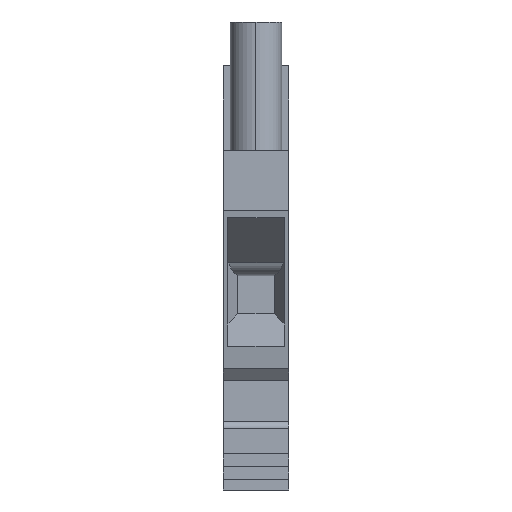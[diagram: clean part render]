
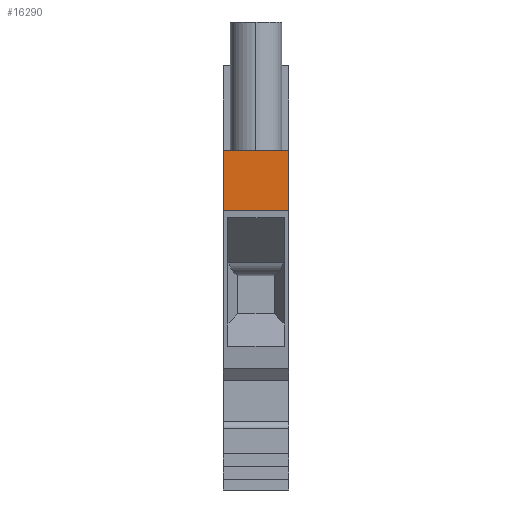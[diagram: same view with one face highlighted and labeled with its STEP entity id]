
A CAD part, front view. The second image highlights one B-rep face of the part: STEP entity #16290.
In plain terms, the highlighted face is planar.
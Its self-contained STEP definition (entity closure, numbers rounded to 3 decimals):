
#5270=CARTESIAN_POINT('',(110.543,201.713,
-8.15));
#5280=VERTEX_POINT('',#5270);
#5310=CARTESIAN_POINT('',(110.543,194.813,
-8.15));
#5320=DIRECTION('',(0.,-1.,0.));
#5330=VECTOR('',#5320,1.);
#5340=LINE('',#5310,#5330);
#5350=CARTESIAN_POINT('',(110.543,194.263,
-8.15));
#5360=VERTEX_POINT('',#5350);
#5370=EDGE_CURVE('',#5280,#5360,#5340,.T.);
#10670=CARTESIAN_POINT('',(110.543,194.263,
-8.15));
#10680=DIRECTION('',(0.,0.,-1.));
#10690=VECTOR('',#10680,1.);
#10700=LINE('',#10670,#10690);
#10710=CARTESIAN_POINT('',(110.543,194.263,
0.));
#10720=VERTEX_POINT('',#10710);
#10730=EDGE_CURVE('',#10720,#5360,#10700,.T.);
#16060=CARTESIAN_POINT('',(110.543,201.213,
-8.15));
#16070=DIRECTION('',(1.,0.,0.));
#16080=DIRECTION('',(0.,1.,0.));
#16090=AXIS2_PLACEMENT_3D('',#16060,#16070,#16080);
#16100=PLANE('',#16090);
#16110=ORIENTED_EDGE('',*,*,#5370,.T.);
#16120=CARTESIAN_POINT('',(110.543,201.713,
-8.15));
#16130=DIRECTION('',(0.,0.,-1.));
#16140=VECTOR('',#16130,1.);
#16150=LINE('',#16120,#16140);
#16160=CARTESIAN_POINT('',(110.543,201.713,
0.));
#16170=VERTEX_POINT('',#16160);
#16180=EDGE_CURVE('',#16170,#5280,#16150,.T.);
#16190=ORIENTED_EDGE('',*,*,#16180,.T.);
#16200=CARTESIAN_POINT('',(110.543,194.813,
0.));
#16210=DIRECTION('',(0.,-1.,0.));
#16220=VECTOR('',#16210,1.);
#16230=LINE('',#16200,#16220);
#16240=EDGE_CURVE('',#16170,#10720,#16230,.T.);
#16250=ORIENTED_EDGE('',*,*,#16240,.F.);
#16260=ORIENTED_EDGE('',*,*,#10730,.F.);
#16270=EDGE_LOOP('',(#16260,#16250,#16190,#16110));
#16280=FACE_OUTER_BOUND('',#16270,.T.);
#16290=ADVANCED_FACE('',(#16280),#16100,.F.);
